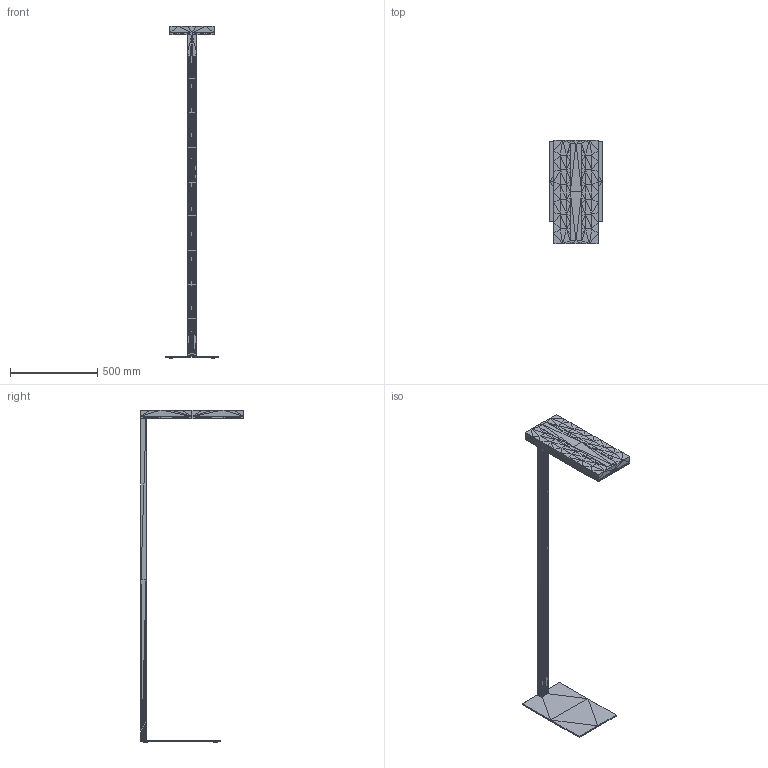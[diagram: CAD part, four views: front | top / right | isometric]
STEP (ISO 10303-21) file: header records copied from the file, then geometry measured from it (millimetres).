
FILE_DESCRIPTION(/* description */ (''),/* implementation_level */ '2;1');
FILE_NAME(/* name */ 'Chocolate_Terra_3D',/* time_stamp */ '2016-02-15T15:30:29+01:00',/* author */ (''),/* organization */ (''),/* preprocessor_version */ 'ST-DEVELOPER v15',/* originating_system */ '',/* authorisation */ '');
FILE_SCHEMA (('AUTOMOTIVE_DESIGN'));
Products named in the file (1): Document
Bounding box: 300 x 592 x 1903.07 mm (x, y, z)
Volume: 41588721.2 mm3; surface area: 5754867.8 mm2
Topology: 43 solids, 53 shells, 12636 faces, 19206 edges, 6646 vertices
Faces by surface type: bspline 11419, plane 1217
Entity records: 228084 total; most frequent: CARTESIAN_POINT 91954, ORIENTED_EDGE 37908, EDGE_CURVE 19206, B_SPLINE_CURVE_WITH_KNOTS 19206, ADVANCED_FACE 12636, FACE_OUTER_BOUND 12636, EDGE_LOOP 12636, B_SPLINE_SURFACE_WITH_KNOTS 11419
